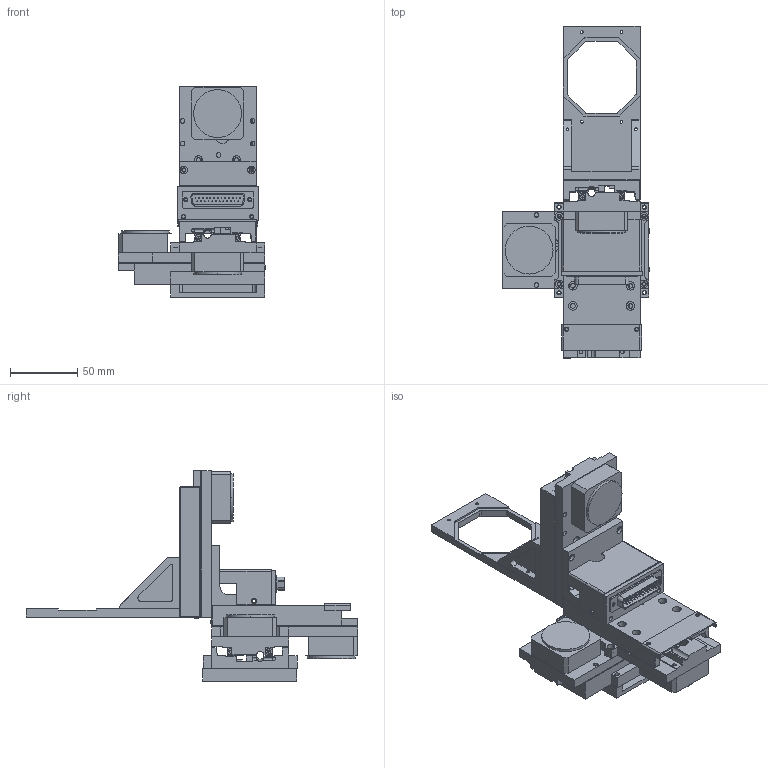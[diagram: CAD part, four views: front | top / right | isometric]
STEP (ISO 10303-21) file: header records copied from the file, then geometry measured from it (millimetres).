
FILE_DESCRIPTION (( 'STEP AP214' ), '1' );
FILE_NAME ('MP285 3DMS SIMPLE.STEP', '2020-04-13T17:32:12', ( '' ), ( '' ), 'SwSTEP 2.0', 'SolidWorks 2012', '' );
FILE_SCHEMA (( 'AUTOMOTIVE_DESIGN' ));
Length unit declared in the file: inch
Products named in the file (1): MP285 3DMS SIMPLE
Bounding box: 109.6 x 246.84 x 156.46 mm (x, y, z)
Surface area: 165693.5 mm2 (no closed solid volume)
Topology: 0 solids, 56 shells, 846 faces, 3062 edges, 2246 vertices
Faces by surface type: cylinder 411, plane 393, cone 40, bspline 2
Entity records: 45465 total; most frequent: CARTESIAN_POINT 7272, DIRECTION 5915, ORIENTED_EDGE 4960, EDGE_CURVE 3050, VERTEX_POINT 2246, AXIS2_PLACEMENT_3D 2141, LINE 1633, VECTOR 1633
